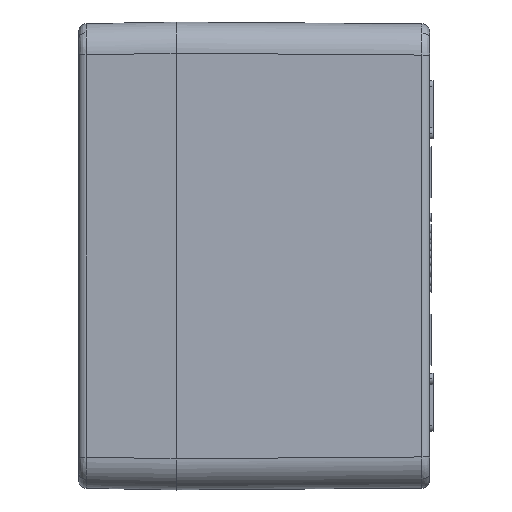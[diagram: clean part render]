
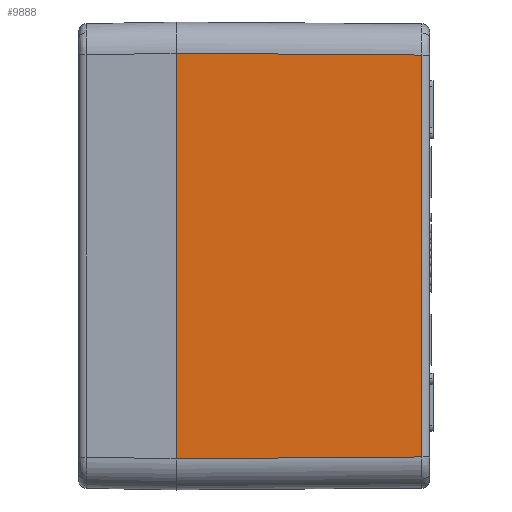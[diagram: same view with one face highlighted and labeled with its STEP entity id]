
A CAD part, left-side view. The second image highlights one B-rep face of the part: STEP entity #9888.
In plain terms, the highlighted planar face has unit normal (-1, -0.007, 0).
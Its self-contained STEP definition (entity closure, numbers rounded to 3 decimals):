
#2625 = CARTESIAN_POINT ( 'NONE',  ( -109.523, -63.015, 51.509 ) ) ;
#2707 = DIRECTION ( 'NONE',  ( 0., 0., 1. ) ) ;
#3306 = FACE_OUTER_BOUND ( 'NONE', #53950, .T. ) ;
#5535 = DIRECTION ( 'NONE',  ( 0., 0., -1. ) ) ;
#6818 = PLANE ( 'NONE',  #16341 ) ;
#7018 = CARTESIAN_POINT ( 'NONE',  ( -110., 2., -60. ) ) ;
#7099 = LINE ( 'NONE', #2625, #19573 ) ;
#7446 = EDGE_CURVE ( 'NONE', #30076, #9665, #7099, .T. ) ;
#7928 = ORIENTED_EDGE ( 'NONE', *, *, #43619, .T. ) ;
#9166 = ORIENTED_EDGE ( 'NONE', *, *, #7446, .T. ) ;
#9665 = VERTEX_POINT ( 'NONE', #31932 ) ;
#9888 = ADVANCED_FACE ( 'NONE', ( #3306 ), #6818, .T. ) ;
#9960 = ORIENTED_EDGE ( 'NONE', *, *, #24340, .T. ) ;
#11740 = DIRECTION ( 'NONE',  ( 0.007, -1., 0. ) ) ;
#14426 = LINE ( 'NONE', #56670, #37926 ) ;
#16341 = AXIS2_PLACEMENT_3D ( 'NONE', #7018, #39867, #11740 ) ;
#17405 = VECTOR ( 'NONE', #19125, 1000. ) ;
#19125 = DIRECTION ( 'NONE',  ( 0.007, -1., 0.007 ) ) ;
#19573 = VECTOR ( 'NONE', #2707, 1000. ) ;
#21146 = VERTEX_POINT ( 'NONE', #33004 ) ;
#24340 = EDGE_CURVE ( 'NONE', #9665, #58057, #46572, .T. ) ;
#29893 = LINE ( 'NONE', #51921, #17405 ) ;
#30076 = VERTEX_POINT ( 'NONE', #59337 ) ;
#31246 = CARTESIAN_POINT ( 'NONE',  ( -109.994, 1.179, 51.994 ) ) ;
#31255 = VECTOR ( 'NONE', #40638, 1000. ) ;
#31932 = CARTESIAN_POINT ( 'NONE',  ( -109.523, -63.015, 51.524 ) ) ;
#33004 = CARTESIAN_POINT ( 'NONE',  ( -109.985, 0., -51.986 ) ) ;
#37926 = VECTOR ( 'NONE', #5535, 1000. ) ;
#39867 = DIRECTION ( 'NONE',  ( -1., -0.007, 0. ) ) ;
#40638 = DIRECTION ( 'NONE',  ( -0.007, 1., 0.007 ) ) ;
#42546 = CARTESIAN_POINT ( 'NONE',  ( -109.985, 0., 51.986 ) ) ;
#43619 = EDGE_CURVE ( 'NONE', #58057, #21146, #14426, .T. ) ;
#46572 = LINE ( 'NONE', #31246, #31255 ) ;
#48297 = EDGE_CURVE ( 'NONE', #21146, #30076, #29893, .T. ) ;
#51921 = CARTESIAN_POINT ( 'NONE',  ( -110., 2.059, -52.001 ) ) ;
#52165 = ORIENTED_EDGE ( 'NONE', *, *, #48297, .T. ) ;
#53950 = EDGE_LOOP ( 'NONE', ( #52165, #9166, #9960, #7928 ) ) ;
#56670 = CARTESIAN_POINT ( 'NONE',  ( -109.985, 0., -60. ) ) ;
#58057 = VERTEX_POINT ( 'NONE', #42546 ) ;
#59337 = CARTESIAN_POINT ( 'NONE',  ( -109.523, -63.015, -51.524 ) ) ;
